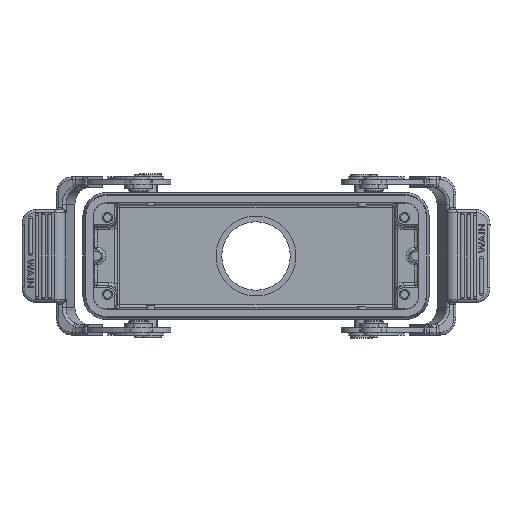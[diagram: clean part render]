
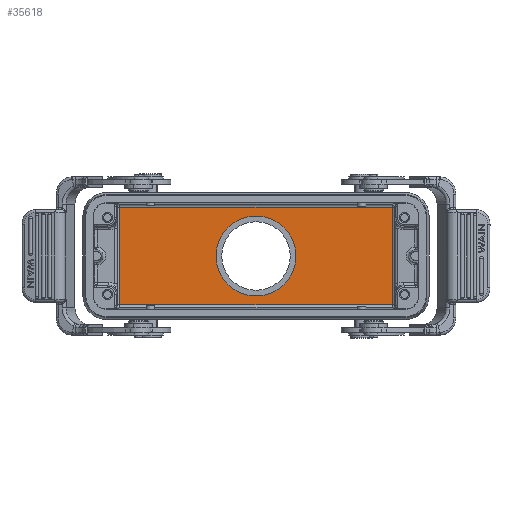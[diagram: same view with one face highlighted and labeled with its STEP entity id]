
A CAD part, front view. The second image highlights one B-rep face of the part: STEP entity #35618.
In plain terms, the highlighted planar face has unit normal (0, -1, 0).
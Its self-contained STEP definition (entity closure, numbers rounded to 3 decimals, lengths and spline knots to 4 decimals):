
#25741=DIRECTION('',(-1.,0.,0.));
#25742=VECTOR('',#25741,3.7508);
#25743=CARTESIAN_POINT('',(1.8754,1.1378,
-0.6746));
#25744=LINE('',#25743,#25742);
#25764=DIRECTION('',(0.,0.,1.));
#25765=VECTOR('',#25764,1.3492);
#25766=CARTESIAN_POINT('',(-1.8754,1.1378,
-0.6746));
#25767=LINE('',#25766,#25765);
#25787=DIRECTION('',(1.,0.,0.));
#25788=VECTOR('',#25787,3.7508);
#25789=CARTESIAN_POINT('',(-1.8754,1.1378,
0.6746));
#25790=LINE('',#25789,#25788);
#25949=DIRECTION('',(0.,0.,-1.));
#25950=VECTOR('',#25949,1.3492);
#25951=CARTESIAN_POINT('',(1.8754,1.1378,
0.6746));
#25952=LINE('',#25951,#25950);
#25953=CARTESIAN_POINT('',(0.,1.1378,0.));
#25954=DIRECTION('',(0.,-1.,0.));
#25955=DIRECTION('',(1.,0.,0.));
#25956=AXIS2_PLACEMENT_3D('',#25953,#25954,#25955);
#25958=CARTESIAN_POINT('',(0.,1.1378,0.));
#25959=DIRECTION('',(0.,-1.,0.));
#25960=DIRECTION('',(0.,0.,1.));
#25961=AXIS2_PLACEMENT_3D('',#25958,#25959,#25960);
#25963=CARTESIAN_POINT('',(0.,1.1378,0.));
#25964=DIRECTION('',(0.,-1.,0.));
#25965=DIRECTION('',(0.,0.,-1.));
#25966=AXIS2_PLACEMENT_3D('',#25963,#25964,#25965);
#31271=CARTESIAN_POINT('',(1.8754,1.1378,
-0.6746));
#31272=VERTEX_POINT('',#31271);
#31273=CARTESIAN_POINT('',(-1.8754,1.1378,
-0.6746));
#31274=VERTEX_POINT('',#31273);
#31275=CARTESIAN_POINT('',(-1.8754,1.1378,
0.6746));
#31276=VERTEX_POINT('',#31275);
#31277=CARTESIAN_POINT('',(1.8754,1.1378,
0.6746));
#31278=VERTEX_POINT('',#31277);
#31300=CARTESIAN_POINT('',(0.5512,1.1378,
0.));
#31301=CARTESIAN_POINT('',(0.,1.1378,
0.5512));
#31302=VERTEX_POINT('',#31300);
#31303=VERTEX_POINT('',#31301);
#31304=CARTESIAN_POINT('',(0.,1.1378,
-0.5512));
#31305=VERTEX_POINT('',#31304);
#35599=CARTESIAN_POINT('',(0.,1.1378,
0.));
#35600=DIRECTION('',(0.,1.,0.));
#35601=DIRECTION('',(-1.,0.,0.));
#35602=AXIS2_PLACEMENT_3D('',#35599,#35600,#35601);
#35603=PLANE('',#35602);
#35604=ORIENTED_EDGE('',*,*,#35163,.T.);
#35605=ORIENTED_EDGE('',*,*,#35190,.T.);
#35606=ORIENTED_EDGE('',*,*,#35217,.T.);
#35607=ORIENTED_EDGE('',*,*,#35594,.T.);
#35608=EDGE_LOOP('',(#35604,#35605,#35606,#35607));
#35609=FACE_OUTER_BOUND('',#35608,.F.);
#35611=ORIENTED_EDGE('',*,*,#35610,.T.);
#35613=ORIENTED_EDGE('',*,*,#35612,.T.);
#35615=ORIENTED_EDGE('',*,*,#35614,.T.);
#35616=EDGE_LOOP('',(#35611,#35613,#35615));
#35617=FACE_BOUND('',#35616,.F.);
#35618=ADVANCED_FACE('',(#35609,#35617),#35603,.F.);
#25957=CIRCLE('',#25956,0.5512);
#25962=CIRCLE('',#25961,0.5512);
#25967=CIRCLE('',#25966,0.5512);
#35163=EDGE_CURVE('',#31272,#31274,#25744,.T.);
#35190=EDGE_CURVE('',#31274,#31276,#25767,.T.);
#35217=EDGE_CURVE('',#31276,#31278,#25790,.T.);
#35594=EDGE_CURVE('',#31278,#31272,#25952,.T.);
#35610=EDGE_CURVE('',#31302,#31303,#25957,.T.);
#35612=EDGE_CURVE('',#31303,#31305,#25962,.T.);
#35614=EDGE_CURVE('',#31305,#31302,#25967,.T.);
